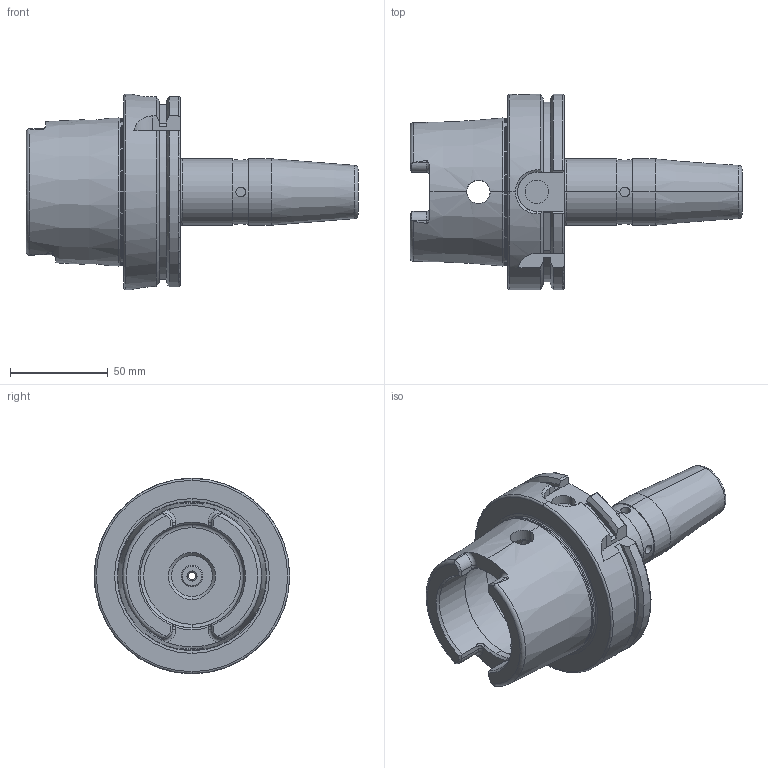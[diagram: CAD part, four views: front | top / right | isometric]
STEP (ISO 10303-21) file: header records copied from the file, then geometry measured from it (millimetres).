
FILE_DESCRIPTION (( 'STEP AP203' ), '1' );
FILE_NAME ('F1A100H-SFC16120.STEP', '2024-09-03T06:45:28', ( '' ), ( '' ), 'SwSTEP 2.0', 'SolidWorks 2024', '' );
FILE_SCHEMA (( 'CONFIG_CONTROL_DESIGN' ));
Length unit declared in the file: millimetre
Products named in the file (4): SCWM12X1P; HSKA100SFC16120; F1A100H-SFC16120
Assembly tree (3 placements, depth 3):
  F1A100H-SFC16120
    HSKA100SFC16120
      HSKA100SFC16120
      SCWM12X1P
Bounding box: 169.95 x 100 x 100 mm (x, y, z)
Volume: 315031.4 mm3; surface area: 64268.4 mm2
Topology: 2 solids, 2 shells, 214 faces, 517 edges, 316 vertices
Faces by surface type: cylinder 68, plane 68, cone 37, torus 31, bspline 10
Entity records: 8098 total; most frequent: CARTESIAN_POINT 2806, ORIENTED_EDGE 1030, DIRECTION 1018, EDGE_CURVE 515, AXIS2_PLACEMENT_3D 412, VERTEX_POINT 316, EDGE_LOOP 233, ADVANCED_FACE 214
